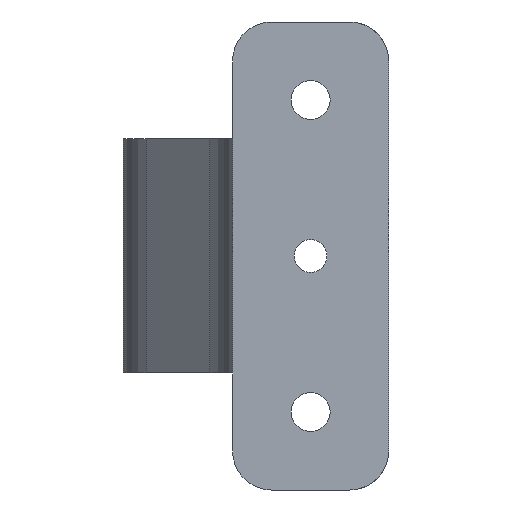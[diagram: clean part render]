
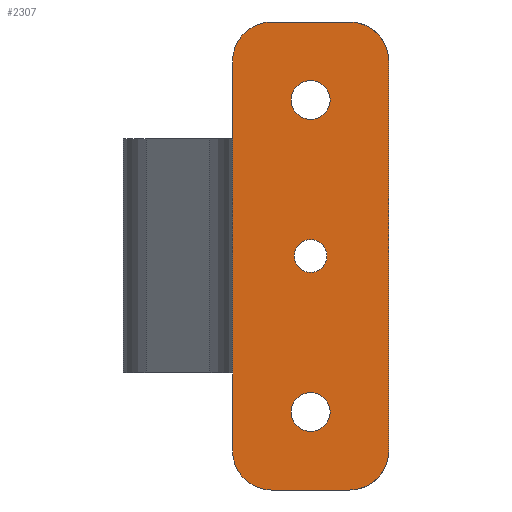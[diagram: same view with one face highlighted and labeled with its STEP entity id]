
A CAD part, left-side view. The second image highlights one B-rep face of the part: STEP entity #2307.
In plain terms, the highlighted planar face has unit normal (-1, 0, 0).
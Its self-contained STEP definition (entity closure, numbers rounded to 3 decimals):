
#277=DIRECTION('',(0.,0.,-1.));
#278=VECTOR('',#277,50.);
#279=CARTESIAN_POINT('',(-66.,-11.,25.));
#280=LINE('',#279,#278);
#501=CARTESIAN_POINT('',(-66.,-21.,-20.));
#502=DIRECTION('',(-1.,0.,0.));
#503=DIRECTION('',(0.,1.,0.));
#504=AXIS2_PLACEMENT_3D('',#501,#502,#503);
#506=CARTESIAN_POINT('',(-66.,-21.,-20.));
#507=DIRECTION('',(-1.,0.,0.));
#508=DIRECTION('',(0.,-1.,0.));
#509=AXIS2_PLACEMENT_3D('',#506,#507,#508);
#511=CARTESIAN_POINT('',(-66.,-21.,20.));
#512=DIRECTION('',(-1.,0.,0.));
#513=DIRECTION('',(0.,1.,0.));
#514=AXIS2_PLACEMENT_3D('',#511,#512,#513);
#516=CARTESIAN_POINT('',(-66.,-21.,20.));
#517=DIRECTION('',(-1.,0.,0.));
#518=DIRECTION('',(0.,-1.,0.));
#519=AXIS2_PLACEMENT_3D('',#516,#517,#518);
#521=CARTESIAN_POINT('',(-66.,-16.,25.));
#522=DIRECTION('',(-1.,0.,0.));
#523=DIRECTION('',(0.,0.,1.));
#524=AXIS2_PLACEMENT_3D('',#521,#522,#523);
#526=DIRECTION('',(0.,1.,0.));
#527=VECTOR('',#526,10.);
#528=CARTESIAN_POINT('',(-66.,-26.,30.));
#529=LINE('',#528,#527);
#530=CARTESIAN_POINT('',(-66.,-26.,25.));
#531=DIRECTION('',(-1.,0.,0.));
#532=DIRECTION('',(0.,-1.,0.));
#533=AXIS2_PLACEMENT_3D('',#530,#531,#532);
#535=CARTESIAN_POINT('',(-66.,-26.,-25.));
#536=DIRECTION('',(-1.,0.,0.));
#537=DIRECTION('',(0.,0.,-1.));
#538=AXIS2_PLACEMENT_3D('',#535,#536,#537);
#540=DIRECTION('',(0.,-1.,0.));
#541=VECTOR('',#540,10.);
#542=CARTESIAN_POINT('',(-66.,-16.,-30.));
#543=LINE('',#542,#541);
#544=CARTESIAN_POINT('',(-66.,-16.,-25.));
#545=DIRECTION('',(-1.,0.,0.));
#546=DIRECTION('',(0.,1.,0.));
#547=AXIS2_PLACEMENT_3D('',#544,#545,#546);
#549=CARTESIAN_POINT('',(-66.,-21.,0.));
#550=DIRECTION('',(1.,0.,0.));
#551=DIRECTION('',(0.,0.,-1.));
#552=AXIS2_PLACEMENT_3D('',#549,#550,#551);
#554=CARTESIAN_POINT('',(-66.,-21.,0.));
#555=DIRECTION('',(1.,0.,0.));
#556=DIRECTION('',(0.,0.,1.));
#557=AXIS2_PLACEMENT_3D('',#554,#555,#556);
#1109=DIRECTION('',(0.,0.,1.));
#1110=VECTOR('',#1109,50.);
#1111=CARTESIAN_POINT('',(-66.,-31.,-25.));
#1112=LINE('',#1111,#1110);
#1211=CARTESIAN_POINT('',(-66.,-18.5,-20.));
#1212=CARTESIAN_POINT('',(-66.,-23.5,-20.));
#1213=VERTEX_POINT('',#1211);
#1214=VERTEX_POINT('',#1212);
#1215=CARTESIAN_POINT('',(-66.,-18.5,20.));
#1216=CARTESIAN_POINT('',(-66.,-23.5,20.));
#1217=VERTEX_POINT('',#1215);
#1218=VERTEX_POINT('',#1216);
#1365=CARTESIAN_POINT('',(-66.,-16.,30.));
#1366=VERTEX_POINT('',#1365);
#1367=CARTESIAN_POINT('',(-66.,-11.,25.));
#1368=VERTEX_POINT('',#1367);
#1369=CARTESIAN_POINT('',(-66.,-31.,25.));
#1370=CARTESIAN_POINT('',(-66.,-26.,30.));
#1371=VERTEX_POINT('',#1369);
#1372=VERTEX_POINT('',#1370);
#1379=CARTESIAN_POINT('',(-66.,-11.,-25.));
#1380=VERTEX_POINT('',#1379);
#1381=CARTESIAN_POINT('',(-66.,-16.,-30.));
#1382=VERTEX_POINT('',#1381);
#1383=CARTESIAN_POINT('',(-66.,-26.,-30.));
#1385=VERTEX_POINT('',#1383);
#1387=CARTESIAN_POINT('',(-66.,-31.,-25.));
#1388=VERTEX_POINT('',#1387);
#1459=CARTESIAN_POINT('',(-66.,-21.,-2.1));
#1460=CARTESIAN_POINT('',(-66.,-21.,2.1));
#1461=VERTEX_POINT('',#1459);
#1462=VERTEX_POINT('',#1460);
#2269=CARTESIAN_POINT('',(-66.,3.,-15.));
#2270=DIRECTION('',(-1.,0.,0.));
#2271=DIRECTION('',(0.,0.,1.));
#2272=AXIS2_PLACEMENT_3D('',#2269,#2270,#2271);
#2273=PLANE('',#2272);
#2275=ORIENTED_EDGE('',*,*,#2274,.F.);
#2277=ORIENTED_EDGE('',*,*,#2276,.F.);
#2279=ORIENTED_EDGE('',*,*,#2278,.F.);
#2281=ORIENTED_EDGE('',*,*,#2280,.F.);
#2283=ORIENTED_EDGE('',*,*,#2282,.F.);
#2285=ORIENTED_EDGE('',*,*,#2284,.F.);
#2287=ORIENTED_EDGE('',*,*,#2286,.F.);
#2288=ORIENTED_EDGE('',*,*,#1890,.F.);
#2289=EDGE_LOOP('',(#2275,#2277,#2279,#2281,#2283,#2285,#2287,#2288));
#2290=FACE_OUTER_BOUND('',#2289,.F.);
#2292=ORIENTED_EDGE('',*,*,#2291,.T.);
#2294=ORIENTED_EDGE('',*,*,#2293,.T.);
#2295=EDGE_LOOP('',(#2292,#2294));
#2296=FACE_BOUND('',#2295,.F.);
#2298=ORIENTED_EDGE('',*,*,#2297,.T.);
#2300=ORIENTED_EDGE('',*,*,#2299,.T.);
#2301=EDGE_LOOP('',(#2298,#2300));
#2302=FACE_BOUND('',#2301,.F.);
#2303=ORIENTED_EDGE('',*,*,#2219,.F.);
#2304=ORIENTED_EDGE('',*,*,#2249,.F.);
#2305=EDGE_LOOP('',(#2303,#2304));
#2306=FACE_BOUND('',#2305,.F.);
#2307=ADVANCED_FACE('',(#2290,#2296,#2302,#2306),#2273,.T.);
#505=CIRCLE('',#504,2.5);
#510=CIRCLE('',#509,2.5);
#515=CIRCLE('',#514,2.5);
#520=CIRCLE('',#519,2.5);
#525=CIRCLE('',#524,5.);
#534=CIRCLE('',#533,5.);
#539=CIRCLE('',#538,5.);
#548=CIRCLE('',#547,5.);
#553=CIRCLE('',#552,2.1);
#558=CIRCLE('',#557,2.1);
#1890=EDGE_CURVE('',#1368,#1380,#280,.T.);
#2219=EDGE_CURVE('',#1461,#1462,#553,.T.);
#2249=EDGE_CURVE('',#1462,#1461,#558,.T.);
#2274=EDGE_CURVE('',#1366,#1368,#525,.T.);
#2276=EDGE_CURVE('',#1372,#1366,#529,.T.);
#2278=EDGE_CURVE('',#1371,#1372,#534,.T.);
#2280=EDGE_CURVE('',#1388,#1371,#1112,.T.);
#2282=EDGE_CURVE('',#1385,#1388,#539,.T.);
#2284=EDGE_CURVE('',#1382,#1385,#543,.T.);
#2286=EDGE_CURVE('',#1380,#1382,#548,.T.);
#2291=EDGE_CURVE('',#1217,#1218,#515,.T.);
#2293=EDGE_CURVE('',#1218,#1217,#520,.T.);
#2297=EDGE_CURVE('',#1213,#1214,#505,.T.);
#2299=EDGE_CURVE('',#1214,#1213,#510,.T.);
